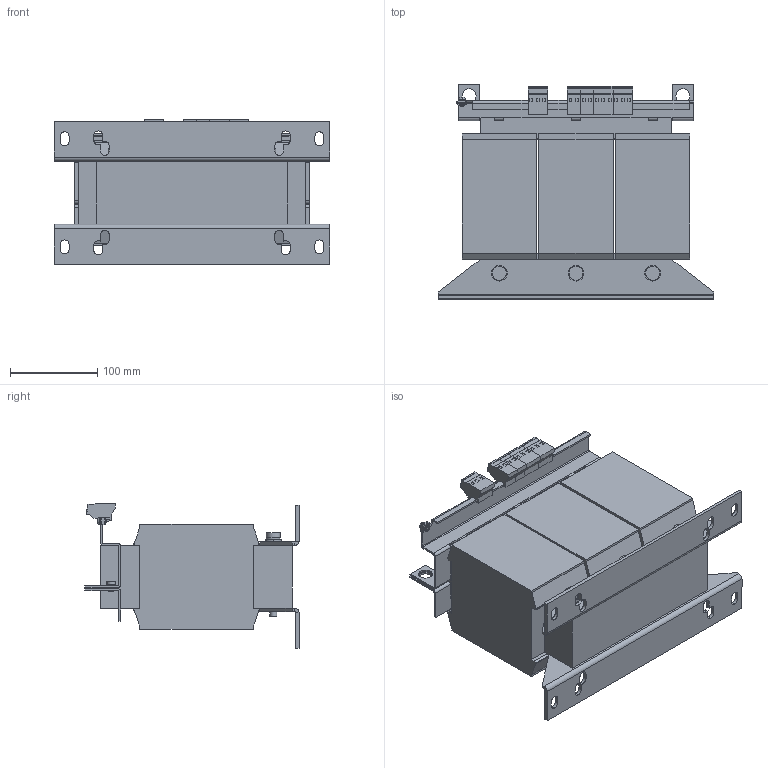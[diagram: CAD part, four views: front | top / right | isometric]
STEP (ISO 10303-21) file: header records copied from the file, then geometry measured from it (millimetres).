
FILE_DESCRIPTION (( 'STEP AP214' ), '1' );
FILE_NAME ('228189.STEP', '2020-07-08T12:00:34', ( '' ), ( '' ), 'SwSTEP 2.0', 'SolidWorks 2018', '' );
FILE_SCHEMA (( 'AUTOMOTIVE_DESIGN' ));
Length unit declared in the file: millimetre
Products named in the file (1): 228189
Bounding box: 316 x 245.5 x 166 mm (x, y, z)
Volume: 5790282 mm3; surface area: 429388.2 mm2
Topology: 1 solids, 1 shells, 667 faces, 1680 edges, 1057 vertices
Faces by surface type: plane 506, cylinder 157, torus 2, cone 2
Entity records: 19767 total; most frequent: CARTESIAN_POINT 3489, ORIENTED_EDGE 3356, DIRECTION 3325, EDGE_CURVE 1678, LINE 1327, VECTOR 1327, VERTEX_POINT 1057, AXIS2_PLACEMENT_3D 999
